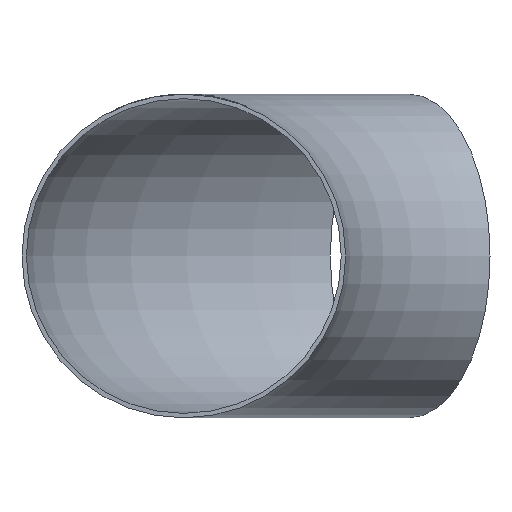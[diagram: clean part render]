
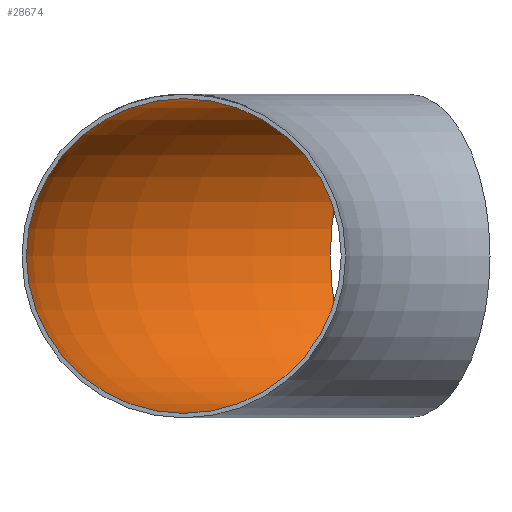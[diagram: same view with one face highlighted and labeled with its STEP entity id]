
A CAD part, front view. The second image highlights one B-rep face of the part: STEP entity #28674.
In plain terms, the highlighted toroidal (fillet/blend) face has major radius 305 mm and minor radius 106.55 mm.
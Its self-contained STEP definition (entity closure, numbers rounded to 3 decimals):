
#554 = AXIS2_PLACEMENT_3D ( 'NONE', #25653, #8180, #961 ) ;
#961 = DIRECTION ( 'NONE',  ( 0., 0., 1. ) ) ;
#3206 = VERTEX_POINT ( 'NONE', #15219 ) ;
#5600 = CARTESIAN_POINT ( 'NONE',  ( -305., 0., 106.55 ) ) ;
#7474 = EDGE_CURVE ( 'NONE', #3206, #3206, #26578, .T. ) ;
#7899 = ORIENTED_EDGE ( 'NONE', *, *, #18651, .F. ) ;
#7936 = EDGE_LOOP ( 'NONE', ( #7899 ) ) ;
#8180 = DIRECTION ( 'NONE',  ( 0., 1., 0. ) ) ;
#10809 = TOROIDAL_SURFACE ( 'NONE', #25707, 305., 106.55 ) ;
#11886 = FACE_OUTER_BOUND ( 'NONE', #16275, .T. ) ;
#12735 = AXIS2_PLACEMENT_3D ( 'NONE', #29448, #17196, #17038 ) ;
#14612 = DIRECTION ( 'NONE',  ( -1., 0., 0. ) ) ;
#15219 = CARTESIAN_POINT ( 'NONE',  ( -205.775, 356.413, 0. ) ) ;
#16275 = EDGE_LOOP ( 'NONE', ( #29480 ) ) ;
#16527 = FACE_OUTER_BOUND ( 'NONE', #7936, .T. ) ;
#16681 = CARTESIAN_POINT ( 'NONE',  ( 0., 0., 0. ) ) ;
#17038 = DIRECTION ( 'NONE',  ( -0.5, 0.866, 0. ) ) ;
#17196 = DIRECTION ( 'NONE',  ( 0.866, 0.5, 0. ) ) ;
#18651 = EDGE_CURVE ( 'NONE', #22300, #22300, #23583, .T. ) ;
#22300 = VERTEX_POINT ( 'NONE', #5600 ) ;
#23583 = CIRCLE ( 'NONE', #554, 106.55 ) ;
#25653 = CARTESIAN_POINT ( 'NONE',  ( -305., 0., 0. ) ) ;
#25707 = AXIS2_PLACEMENT_3D ( 'NONE', #16681, #31632, #14612 ) ;
#26578 = CIRCLE ( 'NONE', #12735, 106.55 ) ;
#28674 = ADVANCED_FACE ( 'NONE', ( #11886, #16527 ), #10809, .F. ) ;
#29448 = CARTESIAN_POINT ( 'NONE',  ( -152.5, 264.138, 0. ) ) ;
#29480 = ORIENTED_EDGE ( 'NONE', *, *, #7474, .T. ) ;
#31632 = DIRECTION ( 'NONE',  ( 0., 0., -1. ) ) ;
